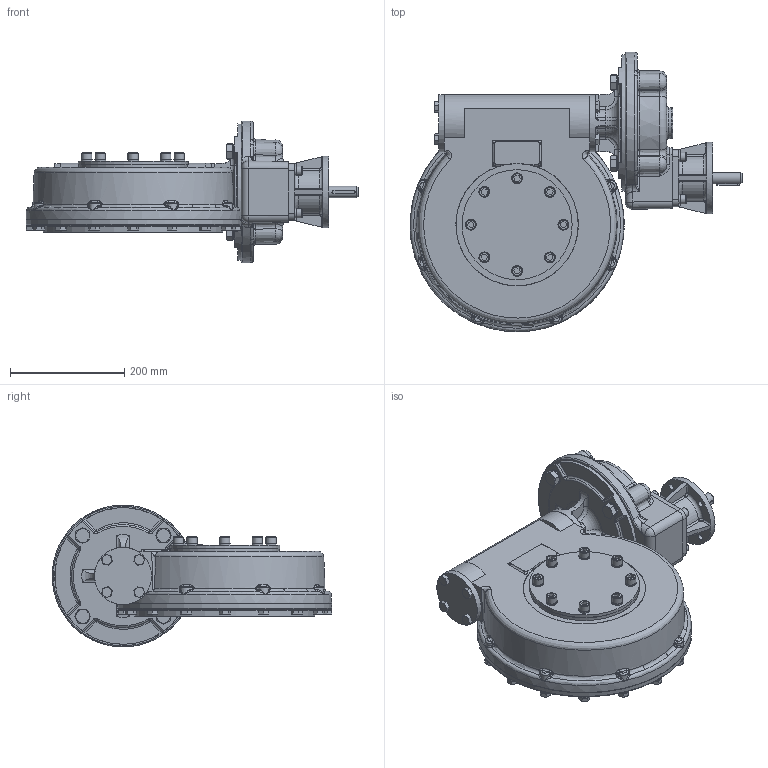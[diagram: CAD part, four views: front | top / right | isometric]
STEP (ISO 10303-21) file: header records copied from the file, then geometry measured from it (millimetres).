
FILE_DESCRIPTION(/* description */ ('Unknown'),/* implementation_level */ '2;1');
FILE_NAME(/* name */ 'PUB-MTW6-IR1L SIMPLIFIED',/* time_stamp */ '2021-04-29T13:57:17+01:00',/* author */ ('Unknown'),/* organization */ ('Unknown'),/* preprocessor_version */ 'ST-DEVELOPER v16.7',/* originating_system */ 'Solid Edge',/* authorisation */ 'Unknown');
FILE_SCHEMA (('AUTOMOTIVE_DESIGN {1 0 10303 214 3 1 1}'));
Products named in the file (1): PUB-MTW6-IR1L SIMPLIFIED
Bounding box: 580.74 x 488.76 x 248.3 mm (x, y, z)
Volume: 8118192.4 mm3; surface area: 1531234.2 mm2
Topology: 82 solids, 82 shells, 2818 faces, 6753 edges, 4208 vertices
Faces by surface type: plane 1466, cylinder 514, cone 313, bspline 299, torus 191, sphere 35
Full cylindrical faces by diameter (mm): 8.376 x47, 10 x44, 10.1 x16, 10.5 x12, 10.7 x20, 11 x20, 12 x8, 12.5 x8, 13 x16, 13.835 x8, 13.97 x1, 16 x8, 16.299 x8, 16.5 x4, 16.6 x20, 18 x9, 19 x8, 20 x1, 30 x3, 30.32 x2, 35 x1, 35.105 x1, 35.12 x1, 36.5 x1, 48 x1, 55.02 x1, 56.55 x2, 61.94 x4, 62 x4, 66 x1
Entity records: 100295 total; most frequent: CARTESIAN_POINT 27599, ORIENTED_EDGE 11924, DIRECTION 11186, EDGE_CURVE 5962, AXIS2_PLACEMENT_3D 4279, VERTEX_POINT 4030, FACE_BOUND 3732, EDGE_LOOP 3702
